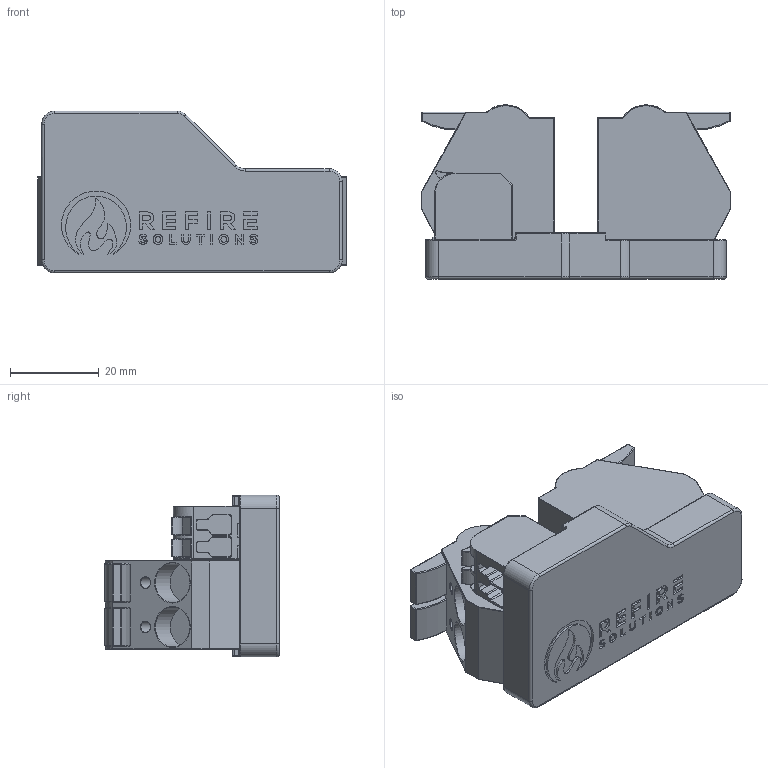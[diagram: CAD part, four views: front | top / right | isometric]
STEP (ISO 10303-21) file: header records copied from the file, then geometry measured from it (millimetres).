
FILE_DESCRIPTION(/* description */ ('STEP AP242 Edition 2','CAx-IF Rec.Pracs.---Representation and Presentation of Product Manufacturing Information (PMI)---4.0---2014-10-13','CAx-IF Rec.Pracs.---3D Tessellated Geometry---0.4---2014-09-14','2;1','CAx-IF Rec.Pracs.---User Defined Attributes---1.5---2016-08-15'),/* implementation_level */ '2;1');
FILE_NAME(/* name */ '696033b5247a45535735967d',/* time_stamp */ '2026-01-08T22:46:13Z',/* author */ (''),/* organization */ (''),/* preprocessor_version */ 'ST-DEVELOPER v20',/* originating_system */ 'ONSHAPE BY PTC INC, 1.208',/* authorisation */ ' ');
FILE_SCHEMA (('AP242_MANAGED_MODEL_BASED_3D_ENGINEERING_MIM_LF { 1 0 10303 442 3 1 4 }'));
Length unit declared in the file: metre
Products named in the file (1): RF-4005
Bounding box: 69.75 x 39.3 x 36.55 mm (x, y, z)
Volume: 46052.2 mm3; surface area: 19963.1 mm2
Topology: 1 solids, 5 shells, 969 faces, 2321 edges, 1390 vertices
Faces by surface type: plane 409, cylinder 352, torus 110, sphere 54, bspline 24, cone 20
Full cylindrical faces by diameter (mm): 0.8 x4, 1.2 x16, 1.499 x4, 1.905 x16, 2.15 x1, 2.5 x4, 2.642 x2, 2.75 x1, 2.946 x2, 5.334 x2, 5.588 x2, 9 x4
Entity records: 32106 total; most frequent: CARTESIAN_POINT 5720, DIRECTION 4786, ORIENTED_EDGE 4320, EDGE_CURVE 2160, AXIS2_PLACEMENT_3D 1794, VERTEX_POINT 1352, LINE 1198, VECTOR 1198
